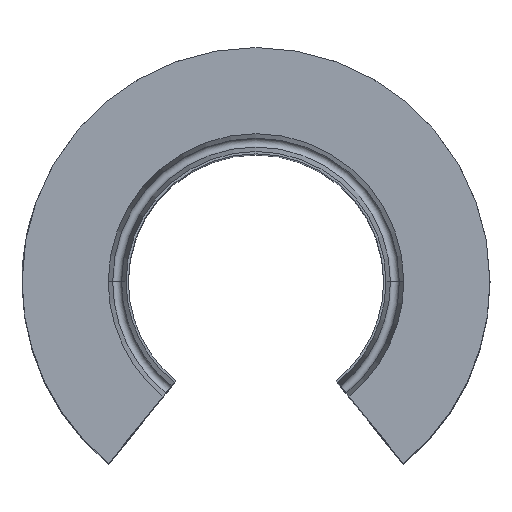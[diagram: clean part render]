
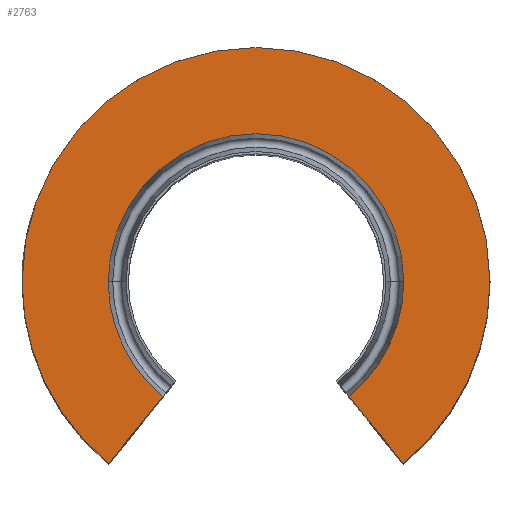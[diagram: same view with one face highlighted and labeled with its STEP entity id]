
A CAD part, top view. The second image highlights one B-rep face of the part: STEP entity #2763.
In plain terms, the highlighted planar face has unit normal (0, 0, 1).
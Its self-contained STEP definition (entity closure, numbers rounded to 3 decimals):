
#110 = CARTESIAN_POINT ( 'NONE',  ( 6.947, 0., 0. ) ) ;
#123 = CARTESIAN_POINT ( 'NONE',  ( -10.996, 0., 0. ) ) ;
#124 = CARTESIAN_POINT ( 'NONE',  ( 10.996, 0., 0. ) ) ;
#131 = CARTESIAN_POINT ( 'NONE',  ( -6.947, 0., 0. ) ) ;
#150 = CARTESIAN_POINT ( 'NONE',  ( 6.92, -8.546, 0. ) ) ;
#165 = CARTESIAN_POINT ( 'NONE',  ( -4.372, -5.399, 0. ) ) ;
#173 = CARTESIAN_POINT ( 'NONE',  ( -6.92, -8.546, 0. ) ) ;
#180 = CARTESIAN_POINT ( 'NONE',  ( 4.372, -5.399, 0. ) ) ;
#202 = CARTESIAN_POINT ( 'NONE',  ( 0., 6., 0. ) ) ;
#212 = PLANE ( 'NONE',  #821 ) ;
#224 = DIRECTION ( 'NONE',  ( 0., 0., -1. ) ) ;
#225 = DIRECTION ( 'NONE',  ( -1., 0., 0. ) ) ;
#335 = FACE_OUTER_BOUND ( 'NONE', #2260, .T. ) ;
#446 = EDGE_CURVE ( 'NONE', #1035, #1069, #2314, .T. ) ;
#461 = EDGE_CURVE ( 'NONE', #1054, #1028, #2324, .T. ) ;
#481 = AXIS2_PLACEMENT_3D ( 'NONE', #1241, #1243, #1244 ) ;
#492 = EDGE_CURVE ( 'NONE', #1069, #1077, #2334, .T. ) ;
#504 = AXIS2_PLACEMENT_3D ( 'NONE', #1151, #1152, #1153 ) ;
#533 = EDGE_CURVE ( 'NONE', #1014, #1035, #2368, .T. ) ;
#558 = EDGE_CURVE ( 'NONE', #1027, #1077, #2379, .T. ) ;
#597 = AXIS2_PLACEMENT_3D ( 'NONE', #1425, #1433, #1434 ) ;
#726 = EDGE_CURVE ( 'NONE', #1084, #1014, #2463, .T. ) ;
#761 = EDGE_CURVE ( 'NONE', #1054, #1084, #2491, .T. ) ;
#791 = AXIS2_PLACEMENT_3D ( 'NONE', #1132, #1133, #1134 ) ;
#821 = AXIS2_PLACEMENT_3D ( 'NONE', #202, #224, #225 ) ;
#835 = AXIS2_PLACEMENT_3D ( 'NONE', #1226, #1227, #1228 ) ;
#849 = EDGE_CURVE ( 'NONE', #1028, #1027, #2545, .T. ) ;
#860 = AXIS2_PLACEMENT_3D ( 'NONE', #1563, #1576, #1577 ) ;
#1014 = VERTEX_POINT ( 'NONE', #110 ) ;
#1027 = VERTEX_POINT ( 'NONE', #123 ) ;
#1028 = VERTEX_POINT ( 'NONE', #124 ) ;
#1035 = VERTEX_POINT ( 'NONE', #131 ) ;
#1054 = VERTEX_POINT ( 'NONE', #150 ) ;
#1069 = VERTEX_POINT ( 'NONE', #165 ) ;
#1077 = VERTEX_POINT ( 'NONE', #173 ) ;
#1084 = VERTEX_POINT ( 'NONE', #180 ) ;
#1132 = CARTESIAN_POINT ( 'NONE',  ( 0., 0., 0. ) ) ;
#1133 = DIRECTION ( 'NONE',  ( 0., 0., 1. ) ) ;
#1134 = DIRECTION ( 'NONE',  ( 1., 0., 0. ) ) ;
#1151 = CARTESIAN_POINT ( 'NONE',  ( 0., 0., 0. ) ) ;
#1152 = DIRECTION ( 'NONE',  ( 0., 0., 1. ) ) ;
#1153 = DIRECTION ( 'NONE',  ( 1., 0., 0. ) ) ;
#1175 = CARTESIAN_POINT ( 'NONE',  ( 0., 0., 0. ) ) ;
#1176 = DIRECTION ( 'NONE',  ( -0.629, -0.777, 0. ) ) ;
#1226 = CARTESIAN_POINT ( 'NONE',  ( 0., 0., 0. ) ) ;
#1227 = DIRECTION ( 'NONE',  ( 0., 0., 1. ) ) ;
#1228 = DIRECTION ( 'NONE',  ( 1., 0., 0. ) ) ;
#1241 = CARTESIAN_POINT ( 'NONE',  ( 0., 0., 0. ) ) ;
#1243 = DIRECTION ( 'NONE',  ( 0., 0., 1. ) ) ;
#1244 = DIRECTION ( 'NONE',  ( 1., 0., 0. ) ) ;
#1425 = CARTESIAN_POINT ( 'NONE',  ( 0., 0., 0. ) ) ;
#1433 = DIRECTION ( 'NONE',  ( 0., 0., 1. ) ) ;
#1434 = DIRECTION ( 'NONE',  ( 1., 0., 0. ) ) ;
#1482 = CARTESIAN_POINT ( 'NONE',  ( 0., 0., 0. ) ) ;
#1483 = DIRECTION ( 'NONE',  ( -0.629, 0.777, 0. ) ) ;
#1563 = CARTESIAN_POINT ( 'NONE',  ( 0., 0., 0. ) ) ;
#1576 = DIRECTION ( 'NONE',  ( 0., 0., 1. ) ) ;
#1577 = DIRECTION ( 'NONE',  ( 1., 0., 0. ) ) ;
#2043 = ORIENTED_EDGE ( 'NONE', *, *, #726, .F. ) ;
#2044 = ORIENTED_EDGE ( 'NONE', *, *, #761, .F. ) ;
#2045 = ORIENTED_EDGE ( 'NONE', *, *, #461, .T. ) ;
#2046 = ORIENTED_EDGE ( 'NONE', *, *, #849, .T. ) ;
#2047 = ORIENTED_EDGE ( 'NONE', *, *, #558, .T. ) ;
#2048 = ORIENTED_EDGE ( 'NONE', *, *, #492, .F. ) ;
#2049 = ORIENTED_EDGE ( 'NONE', *, *, #446, .F. ) ;
#2050 = ORIENTED_EDGE ( 'NONE', *, *, #533, .F. ) ;
#2260 = EDGE_LOOP ( 'NONE', ( #2043, #2044, #2045, #2046, #2047, #2048, #2049, #2050 ) ) ;
#2314 = CIRCLE ( 'NONE', #791, 6.947 ) ;
#2324 = CIRCLE ( 'NONE', #504, 10.996 ) ;
#2328 = VECTOR ( 'NONE', #1176, 1000. ) ;
#2334 = LINE ( 'NONE', #1175, #2328 ) ;
#2368 = CIRCLE ( 'NONE', #835, 6.947 ) ;
#2379 = CIRCLE ( 'NONE', #481, 10.996 ) ;
#2463 = CIRCLE ( 'NONE', #597, 6.947 ) ;
#2491 = LINE ( 'NONE', #1482, #2492 ) ;
#2492 = VECTOR ( 'NONE', #1483, 1000. ) ;
#2545 = CIRCLE ( 'NONE', #860, 10.996 ) ;
#2763 = ADVANCED_FACE ( 'NONE', ( #335 ), #212, .F. ) ;
